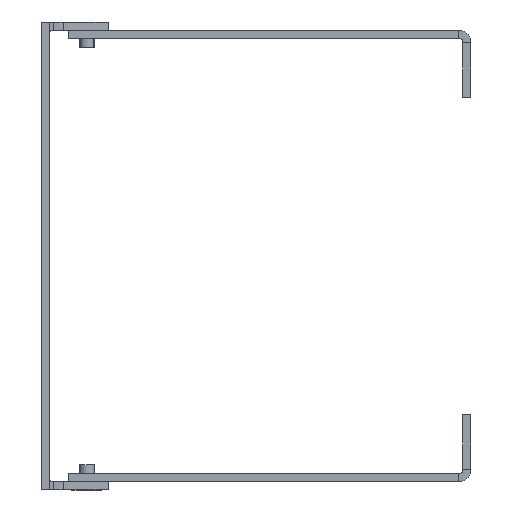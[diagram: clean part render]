
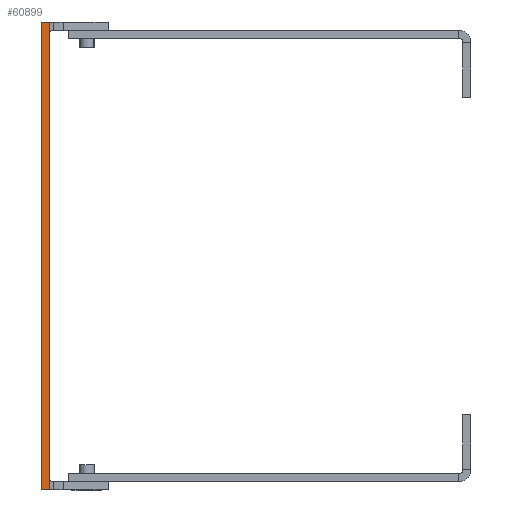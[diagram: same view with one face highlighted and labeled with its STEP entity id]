
A CAD part, left-side view. The second image highlights one B-rep face of the part: STEP entity #60899.
In plain terms, the highlighted planar face has unit normal (-1, 0, 0).
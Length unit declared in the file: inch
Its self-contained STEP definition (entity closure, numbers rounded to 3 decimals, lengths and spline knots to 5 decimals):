
#2486 = CARTESIAN_POINT ( 'NONE',  ( -9.5, -38.63213, 1.74 ) ) ;
#2804 = ORIENTED_EDGE ( 'NONE', *, *, #25654, .T. ) ;
#5246 = DIRECTION ( 'NONE',  ( 0., 0., 1. ) ) ;
#5446 = EDGE_CURVE ( 'NONE', #62951, #35424, #57470, .T. ) ;
#6024 = DIRECTION ( 'NONE',  ( 0., 1., 0. ) ) ;
#6951 = VERTEX_POINT ( 'NONE', #16323 ) ;
#13754 = EDGE_LOOP ( 'NONE', ( #33369, #46959, #30454, #2804 ) ) ;
#13892 = CARTESIAN_POINT ( 'NONE',  ( -9.5, 0., -1.74 ) ) ;
#16323 = CARTESIAN_POINT ( 'NONE',  ( -9.5, 0., 1.74 ) ) ;
#17030 = DIRECTION ( 'NONE',  ( 0., 1., 0. ) ) ;
#23675 = FACE_OUTER_BOUND ( 'NONE', #13754, .T. ) ;
#25240 = PLANE ( 'NONE',  #34058 ) ;
#25654 = EDGE_CURVE ( 'NONE', #6951, #47644, #45906, .T. ) ;
#27453 = CARTESIAN_POINT ( 'NONE',  ( -9.5, 0.06, 1.74 ) ) ;
#30454 = ORIENTED_EDGE ( 'NONE', *, *, #40964, .T. ) ;
#32382 = DIRECTION ( 'NONE',  ( 0., 0., 1. ) ) ;
#33026 = EDGE_CURVE ( 'Edge2', #35424, #47644, #50129, .T. ) ;
#33369 = ORIENTED_EDGE ( 'NONE', *, *, #33026, .F. ) ;
#34058 = AXIS2_PLACEMENT_3D ( 'NONE', #60548, #35356, #5246 ) ;
#35356 = DIRECTION ( 'NONE',  ( -1., 0., 0. ) ) ;
#35424 = VERTEX_POINT ( 'NONE', #48612 ) ;
#36505 = CARTESIAN_POINT ( 'NONE',  ( -9.5, 0.06, 1.74 ) ) ;
#36716 = VECTOR ( 'NONE', #41604, 39.37008 ) ;
#40964 = EDGE_CURVE ( 'NONE', #62951, #6951, #64284, .T. ) ;
#41604 = DIRECTION ( 'NONE',  ( 0., 0., 1. ) ) ;
#42461 = VECTOR ( 'NONE', #17030, 39.37008 ) ;
#44345 = VECTOR ( 'NONE', #6024, 39.37008 ) ;
#45906 = LINE ( 'NONE', #2486, #44345 ) ;
#46959 = ORIENTED_EDGE ( 'NONE', *, *, #5446, .F. ) ;
#47644 = VERTEX_POINT ( 'NONE', #27453 ) ;
#48612 = CARTESIAN_POINT ( 'NONE',  ( -9.5, 0.06, -1.74 ) ) ;
#50129 = LINE ( 'NONE', #36505, #36716 ) ;
#52239 = CARTESIAN_POINT ( 'NONE',  ( -9.5, -38.63213, -1.74 ) ) ;
#54756 = VECTOR ( 'NONE', #32382, 39.37008 ) ;
#57470 = LINE ( 'NONE', #52239, #42461 ) ;
#60548 = CARTESIAN_POINT ( 'NONE',  ( -9.5, -38.63213, 1.74 ) ) ;
#60899 = ADVANCED_FACE ( 'NONE', ( #23675 ), #25240, .T. ) ;
#62624 = CARTESIAN_POINT ( 'NONE',  ( -9.5, 0., 1.74 ) ) ;
#62951 = VERTEX_POINT ( 'NONE', #13892 ) ;
#64284 = LINE ( 'NONE', #62624, #54756 ) ;
